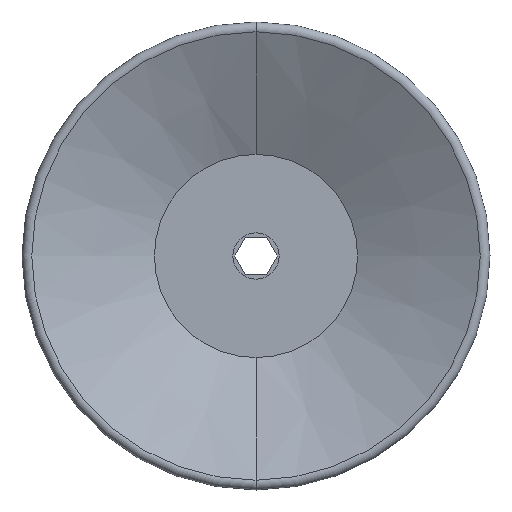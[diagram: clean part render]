
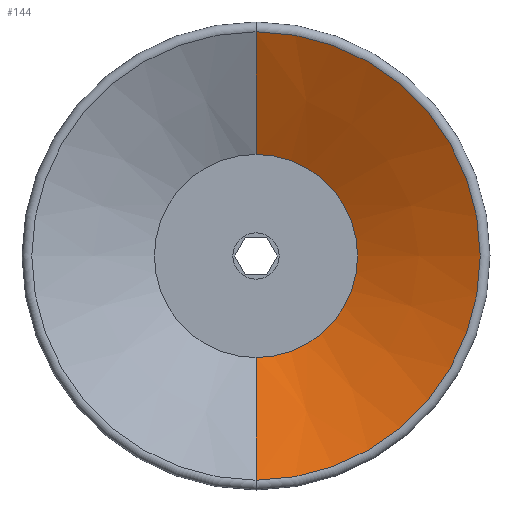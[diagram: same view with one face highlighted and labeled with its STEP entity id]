
A CAD part, front view. The second image highlights one B-rep face of the part: STEP entity #144.
In plain terms, the highlighted conical face has half-angle 63.597 degrees and reference radius 16.5 mm.
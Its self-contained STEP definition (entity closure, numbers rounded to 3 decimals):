
#144=ADVANCED_FACE('',(#365),#366,.F.);
#365=FACE_OUTER_BOUND('',#661,.T.);
#366=CONICAL_SURFACE('',#662,16.5,1.11);
#661=EDGE_LOOP('',(#4782,#4783,#4784,#4785));
#662=AXIS2_PLACEMENT_3D('',#4786,#4787,#4788);
#4782=ORIENTED_EDGE('',*,*,#5439,.F.);
#4783=ORIENTED_EDGE('',*,*,#5451,.T.);
#4784=ORIENTED_EDGE('',*,*,#5441,.T.);
#4785=ORIENTED_EDGE('',*,*,#5434,.F.);
#4786=CARTESIAN_POINT('',(0.0,-13.0,0.0));
#4787=DIRECTION('',(0.0,-1.0,-0.0));
#4788=DIRECTION('',(0.0,0.0,-1.0));
#5434=EDGE_CURVE('',#5807,#5808,#5809,.T.);
#5439=EDGE_CURVE('',#5814,#5807,#5816,.T.);
#5441=EDGE_CURVE('',#5813,#5808,#5818,.T.);
#5451=EDGE_CURVE('',#5814,#5813,#5832,.T.);
#5807=VERTEX_POINT('',#6736);
#5808=VERTEX_POINT('',#6737);
#5809=CIRCLE('',#6738,36.411);
#5813=VERTEX_POINT('',#6742);
#5814=VERTEX_POINT('',#6743);
#5816=LINE('',#6745,#6746);
#5818=LINE('',#6748,#6749);
#5832=CIRCLE('',#6765,16.5);
#6736=CARTESIAN_POINT('',(0.,-22.885,36.411));
#6737=CARTESIAN_POINT('',(0.0,-22.885,-36.411));
#6738=AXIS2_PLACEMENT_3D('',#8333,#8334,#8335);
#6742=CARTESIAN_POINT('',(0.0,-13.0,-16.5));
#6743=CARTESIAN_POINT('',(0.,-13.0,16.5));
#6745=CARTESIAN_POINT('',(0.,-13.0,16.5));
#6746=VECTOR('',#8345,1000.0);
#6748=CARTESIAN_POINT('',(0.0,-13.0,-16.5));
#6749=VECTOR('',#8349,1000.0);
#6765=AXIS2_PLACEMENT_3D('',#8364,#8365,#8366);
#8333=CARTESIAN_POINT('',(0.0,-22.885,0.0));
#8334=DIRECTION('',(0.0,1.0,0.0));
#8335=DIRECTION('',(0.0,0.0,1.0));
#8345=DIRECTION('',(0.,-0.445,0.896));
#8349=DIRECTION('',(0.0,-0.445,-0.896));
#8364=CARTESIAN_POINT('',(0.0,-13.0,0.0));
#8365=DIRECTION('',(0.0,1.0,0.0));
#8366=DIRECTION('',(0.0,0.0,1.0));
